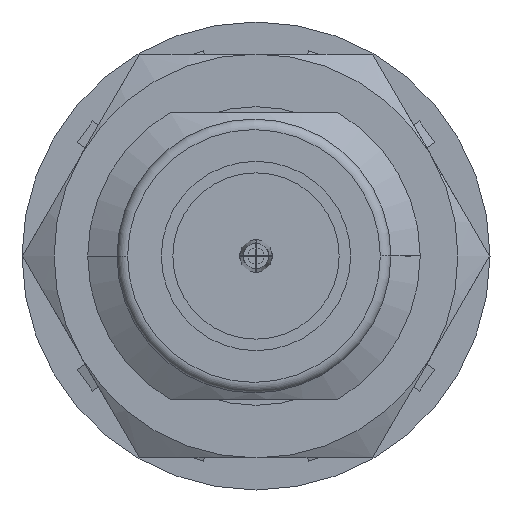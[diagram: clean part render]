
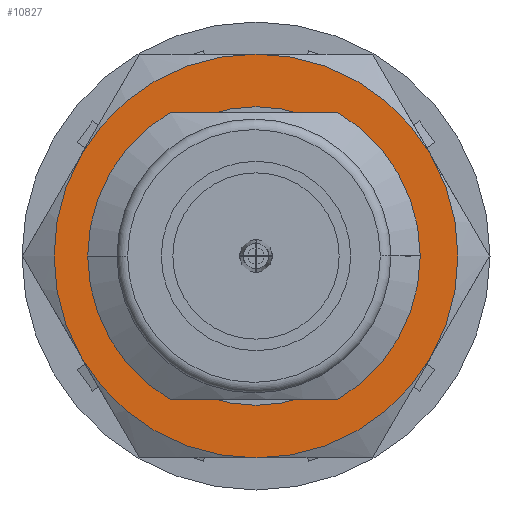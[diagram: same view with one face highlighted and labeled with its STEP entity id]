
A CAD part, left-side view. The second image highlights one B-rep face of the part: STEP entity #10827.
In plain terms, the highlighted planar face has unit normal (-1, 0, 0).
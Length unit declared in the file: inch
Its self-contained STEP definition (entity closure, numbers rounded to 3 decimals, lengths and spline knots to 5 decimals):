
#680 = DIRECTION ( 'NONE',  ( -1., 0., 0. ) ) ;
#811 = VERTEX_POINT ( 'NONE', #16259 ) ;
#827 = CARTESIAN_POINT ( 'NONE',  ( -0.10167, -0.32877, 0.18982 ) ) ;
#1420 = CARTESIAN_POINT ( 'NONE',  ( -0.10167, 0., -0.28063 ) ) ;
#1603 = AXIS2_PLACEMENT_3D ( 'NONE', #7697, #7940, #4006 ) ;
#1677 = ORIENTED_EDGE ( 'NONE', *, *, #6794, .T. ) ;
#1850 = EDGE_CURVE ( 'NONE', #17390, #11451, #15072, .T. ) ;
#2264 = DIRECTION ( 'NONE',  ( 0., 0., 1. ) ) ;
#2447 = PLANE ( 'NONE',  #6686 ) ;
#2655 = DIRECTION ( 'NONE',  ( 0., 0., 1. ) ) ;
#2982 = CARTESIAN_POINT ( 'NONE',  ( -0.10167, 0., 0. ) ) ;
#3293 = CARTESIAN_POINT ( 'NONE',  ( -0.10167, 0., -0.37963 ) ) ;
#3302 = CIRCLE ( 'NONE', #3780, 0.28063 ) ;
#3385 = AXIS2_PLACEMENT_3D ( 'NONE', #16567, #4283, #16651 ) ;
#3617 = EDGE_CURVE ( 'NONE', #5694, #17390, #5446, .T. ) ;
#3656 = EDGE_CURVE ( 'NONE', #811, #18591, #12201, .T. ) ;
#3780 = AXIS2_PLACEMENT_3D ( 'NONE', #6156, #20030, #16407 ) ;
#4006 = DIRECTION ( 'NONE',  ( 0., 0., 1. ) ) ;
#4268 = DIRECTION ( 'NONE',  ( 0., 0., 1. ) ) ;
#4283 = DIRECTION ( 'NONE',  ( -1., 0., 0. ) ) ;
#4321 = CARTESIAN_POINT ( 'NONE',  ( -0.10167, 0.32877, 0.18982 ) ) ;
#4385 = VERTEX_POINT ( 'NONE', #13042 ) ;
#4549 = ORIENTED_EDGE ( 'NONE', *, *, #3656, .T. ) ;
#4789 = DIRECTION ( 'NONE',  ( 0., 0., -1. ) ) ;
#4978 = ORIENTED_EDGE ( 'NONE', *, *, #21278, .T. ) ;
#5446 = CIRCLE ( 'NONE', #14381, 0.37963 ) ;
#5622 = EDGE_CURVE ( 'NONE', #18591, #4385, #17341, .T. ) ;
#5694 = VERTEX_POINT ( 'NONE', #827 ) ;
#5868 = DIRECTION ( 'NONE',  ( 0., 0., 1. ) ) ;
#5942 = AXIS2_PLACEMENT_3D ( 'NONE', #19082, #15610, #18864 ) ;
#6152 = CARTESIAN_POINT ( 'NONE',  ( -0.10167, 0.28063, 0. ) ) ;
#6156 = CARTESIAN_POINT ( 'NONE',  ( -0.10167, 0., 0. ) ) ;
#6301 = VERTEX_POINT ( 'NONE', #1420 ) ;
#6686 = AXIS2_PLACEMENT_3D ( 'NONE', #6152, #14996, #4268 ) ;
#6794 = EDGE_CURVE ( 'NONE', #22119, #6301, #3302, .T. ) ;
#7449 = CARTESIAN_POINT ( 'NONE',  ( -0.10167, 0., 0.37963 ) ) ;
#7588 = AXIS2_PLACEMENT_3D ( 'NONE', #22199, #22045, #2655 ) ;
#7697 = CARTESIAN_POINT ( 'NONE',  ( -0.10167, 0., 0. ) ) ;
#7726 = CIRCLE ( 'NONE', #3385, 0.37963 ) ;
#7879 = FACE_OUTER_BOUND ( 'NONE', #9337, .T. ) ;
#7940 = DIRECTION ( 'NONE',  ( -1., 0., 0. ) ) ;
#8552 = ORIENTED_EDGE ( 'NONE', *, *, #17542, .T. ) ;
#9337 = EDGE_LOOP ( 'NONE', ( #12952, #12312, #8552, #4549, #13389, #4978 ) ) ;
#10206 = CIRCLE ( 'NONE', #14548, 0.28063 ) ;
#10827 = ADVANCED_FACE ( 'NONE', ( #22683, #7879 ), #2447, .T. ) ;
#11451 = VERTEX_POINT ( 'NONE', #4321 ) ;
#12201 = CIRCLE ( 'NONE', #1603, 0.37963 ) ;
#12312 = ORIENTED_EDGE ( 'NONE', *, *, #1850, .T. ) ;
#12809 = AXIS2_PLACEMENT_3D ( 'NONE', #20383, #13392, #5868 ) ;
#12887 = EDGE_CURVE ( 'NONE', #6301, #22119, #10206, .T. ) ;
#12952 = ORIENTED_EDGE ( 'NONE', *, *, #3617, .T. ) ;
#13042 = CARTESIAN_POINT ( 'NONE',  ( -0.10167, -0.32877, -0.18982 ) ) ;
#13389 = ORIENTED_EDGE ( 'NONE', *, *, #5622, .T. ) ;
#13392 = DIRECTION ( 'NONE',  ( -1., 0., 0. ) ) ;
#14139 = EDGE_LOOP ( 'NONE', ( #20274, #1677 ) ) ;
#14381 = AXIS2_PLACEMENT_3D ( 'NONE', #15042, #680, #2264 ) ;
#14548 = AXIS2_PLACEMENT_3D ( 'NONE', #2982, #15499, #4789 ) ;
#14996 = DIRECTION ( 'NONE',  ( -1., 0., 0. ) ) ;
#15042 = CARTESIAN_POINT ( 'NONE',  ( -0.10167, 0., 0. ) ) ;
#15072 = CIRCLE ( 'NONE', #5942, 0.37963 ) ;
#15499 = DIRECTION ( 'NONE',  ( 1., 0., 0. ) ) ;
#15610 = DIRECTION ( 'NONE',  ( -1., 0., 0. ) ) ;
#15864 = CIRCLE ( 'NONE', #7588, 0.37963 ) ;
#16259 = CARTESIAN_POINT ( 'NONE',  ( -0.10167, 0.32877, -0.18982 ) ) ;
#16407 = DIRECTION ( 'NONE',  ( 0., 0., -1. ) ) ;
#16567 = CARTESIAN_POINT ( 'NONE',  ( -0.10167, 0., 0. ) ) ;
#16651 = DIRECTION ( 'NONE',  ( 0., 0., 1. ) ) ;
#17341 = CIRCLE ( 'NONE', #12809, 0.37963 ) ;
#17390 = VERTEX_POINT ( 'NONE', #7449 ) ;
#17542 = EDGE_CURVE ( 'NONE', #11451, #811, #15864, .T. ) ;
#17686 = CARTESIAN_POINT ( 'NONE',  ( -0.10167, 0., 0.28063 ) ) ;
#18591 = VERTEX_POINT ( 'NONE', #3293 ) ;
#18864 = DIRECTION ( 'NONE',  ( 0., 0., 1. ) ) ;
#19082 = CARTESIAN_POINT ( 'NONE',  ( -0.10167, 0., 0. ) ) ;
#20030 = DIRECTION ( 'NONE',  ( 1., 0., 0. ) ) ;
#20274 = ORIENTED_EDGE ( 'NONE', *, *, #12887, .T. ) ;
#20383 = CARTESIAN_POINT ( 'NONE',  ( -0.10167, 0., 0. ) ) ;
#21278 = EDGE_CURVE ( 'NONE', #4385, #5694, #7726, .T. ) ;
#22045 = DIRECTION ( 'NONE',  ( -1., 0., 0. ) ) ;
#22119 = VERTEX_POINT ( 'NONE', #17686 ) ;
#22199 = CARTESIAN_POINT ( 'NONE',  ( -0.10167, 0., 0. ) ) ;
#22683 = FACE_BOUND ( 'NONE', #14139, .T. ) ;
